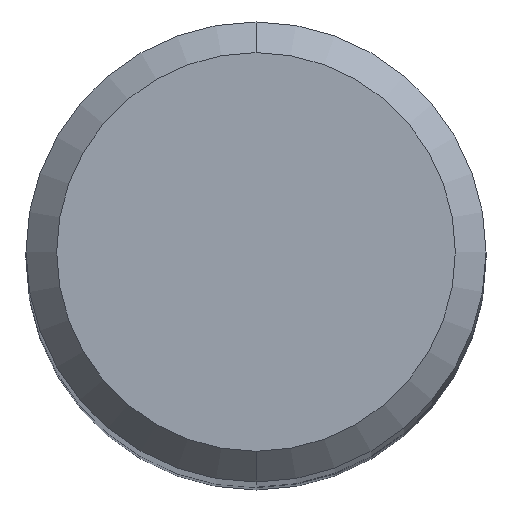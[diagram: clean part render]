
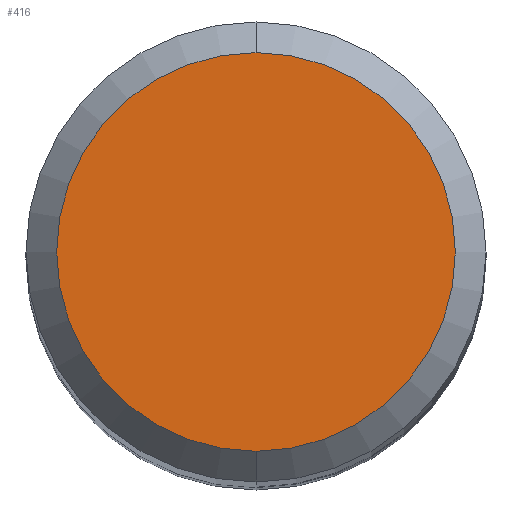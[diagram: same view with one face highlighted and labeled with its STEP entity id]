
A CAD part, top view. The second image highlights one B-rep face of the part: STEP entity #416.
In plain terms, the highlighted planar face has unit normal (0, 0, 1).
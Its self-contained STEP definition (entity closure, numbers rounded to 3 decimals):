
#262=EDGE_CURVE('',#364,#394,#546,.T.);
#358=EDGE_CURVE('',#394,#364,#656,.T.);
#364=VERTEX_POINT('',#662);
#394=VERTEX_POINT('',#694);
#416=ADVANCED_FACE('',(#718),#719,.T.);
#546=CIRCLE('',#984,2.6);
#656=CIRCLE('',#1220,2.6);
#662=CARTESIAN_POINT('',(0.,-2.6,0.0));
#694=CARTESIAN_POINT('',(0.0,2.6,0.0));
#718=FACE_OUTER_BOUND('',#1314,.T.);
#719=PLANE('',#1315);
#984=AXIS2_PLACEMENT_3D('',#1414,#1415,#1416);
#1220=AXIS2_PLACEMENT_3D('',#1569,#1570,#1571);
#1314=EDGE_LOOP('',(#1623,#1624));
#1315=AXIS2_PLACEMENT_3D('',#1625,#1626,#1627);
#1414=CARTESIAN_POINT('',(0.0,0.0,0.0));
#1415=DIRECTION('',(0.0,0.0,-1.0));
#1416=DIRECTION('',(0.0,1.0,0.0));
#1569=CARTESIAN_POINT('',(0.0,0.0,0.0));
#1570=DIRECTION('',(0.0,0.0,-1.0));
#1571=DIRECTION('',(0.0,1.0,0.0));
#1623=ORIENTED_EDGE('',*,*,#358,.F.);
#1624=ORIENTED_EDGE('',*,*,#262,.F.);
#1625=CARTESIAN_POINT('',(0.0,1.3,0.0));
#1626=DIRECTION('',(-0.0,0.0,1.0));
#1627=DIRECTION('',(0.0,-1.0,0.0));
